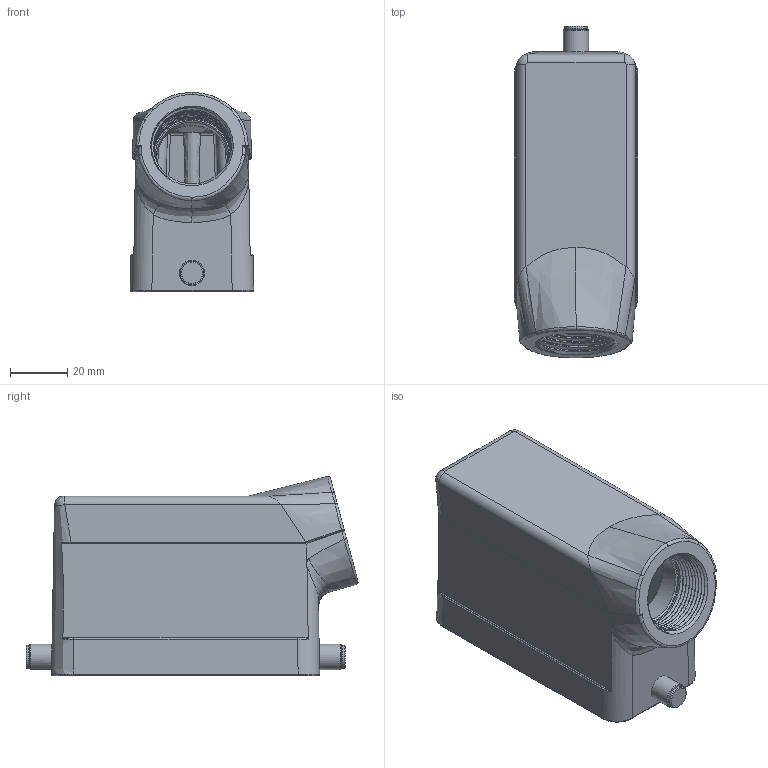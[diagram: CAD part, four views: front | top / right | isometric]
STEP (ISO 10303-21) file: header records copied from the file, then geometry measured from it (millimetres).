
FILE_DESCRIPTION(/* description */ (''),/* implementation_level */ '2;1');
FILE_NAME(/* name */ 'H16B-SE-2B-XXX.stp',/* time_stamp */ '2022-08-12T09:27:39+08:00',/* author */ (''),/* organization */ (''),/* preprocessor_version */ 'ST-DEVELOPER v16',/* originating_system */ 'SIEMENS PLM Software NX 10.0',/* authorisation */ '');
FILE_SCHEMA (('AUTOMOTIVE_DESIGN { 1 0 10303 214 3 1 1 1 }'));
Length unit declared in the file: millimetre
Products named in the file (1): Admi11682A00h6yf
Bounding box: 42.98 x 115.76 x 69.43 mm (x, y, z)
Volume: 80990.3 mm3; surface area: 40558.6 mm2
Topology: 1 solids, 1 shells, 277 faces, 681 edges, 421 vertices
Faces by surface type: cylinder 113, plane 75, bspline 48, revolution 26, cone 9, torus 6
Full cylindrical faces by diameter (mm): 3 x2, 5 x2, 5.05 x2, 8 x2, 8.8 x2, 24.8 x1, 26.78 x7
Entity records: 12819 total; most frequent: CARTESIAN_POINT 7268, ORIENTED_EDGE 1256, DIRECTION 926, EDGE_CURVE 628, VERTEX_POINT 398, AXIS2_PLACEMENT_3D 340, EDGE_LOOP 312, ADVANCED_FACE 269
